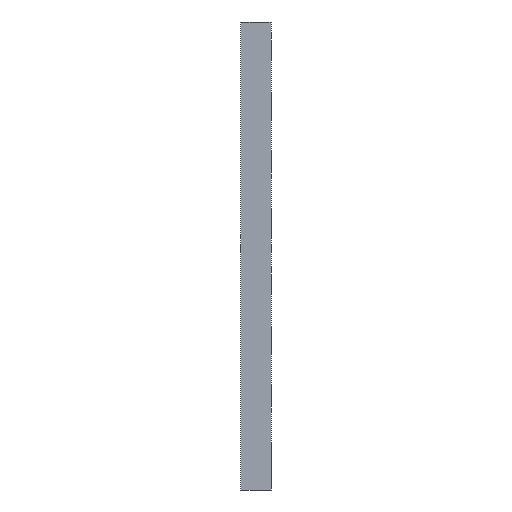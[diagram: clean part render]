
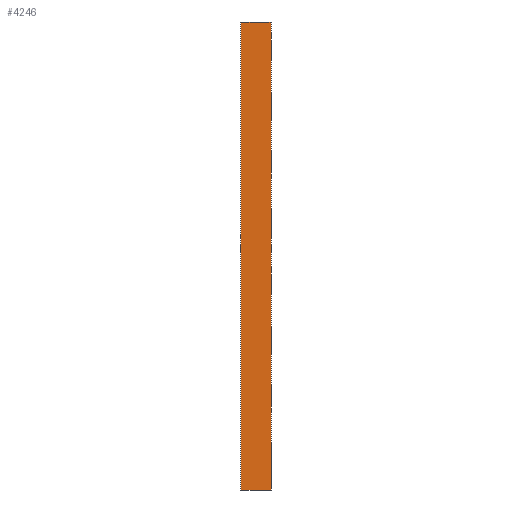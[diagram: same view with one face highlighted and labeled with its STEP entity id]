
A CAD part, left-side view. The second image highlights one B-rep face of the part: STEP entity #4246.
In plain terms, the highlighted planar face has unit normal (-1, 0, 0).
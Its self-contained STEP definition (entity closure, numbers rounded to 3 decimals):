
#333=FACE_OUTER_BOUND('',#559,.T.);
#559=EDGE_LOOP('',(#3124,#3125,#3126,#3127,#3128,#3129));
#869=LINE('',#6530,#1301);
#878=LINE('',#6547,#1310);
#988=LINE('',#6958,#1420);
#989=LINE('',#6960,#1421);
#991=LINE('',#6964,#1423);
#993=LINE('',#6967,#1425);
#1301=VECTOR('',#5183,10.);
#1310=VECTOR('',#5196,10.);
#1420=VECTOR('',#5510,3.6);
#1421=VECTOR('',#5513,10.);
#1423=VECTOR('',#5517,10.);
#1425=VECTOR('',#5521,10.);
#1826=VERTEX_POINT('',#6527);
#1827=VERTEX_POINT('',#6529);
#1833=VERTEX_POINT('',#6545);
#2031=VERTEX_POINT('',#6954);
#2032=VERTEX_POINT('',#6956);
#2033=VERTEX_POINT('',#6963);
#2245=EDGE_CURVE('',#1827,#1826,#869,.T.);
#2254=EDGE_CURVE('',#1826,#1833,#878,.T.);
#2460=EDGE_CURVE('',#2032,#2031,#988,.T.);
#2461=EDGE_CURVE('',#1833,#2031,#989,.T.);
#2463=EDGE_CURVE('',#1827,#2033,#991,.T.);
#2465=EDGE_CURVE('',#2033,#2032,#993,.T.);
#3124=ORIENTED_EDGE('',*,*,#2461,.T.);
#3125=ORIENTED_EDGE('',*,*,#2460,.F.);
#3126=ORIENTED_EDGE('',*,*,#2465,.F.);
#3127=ORIENTED_EDGE('',*,*,#2463,.F.);
#3128=ORIENTED_EDGE('',*,*,#2245,.T.);
#3129=ORIENTED_EDGE('',*,*,#2254,.T.);
#3921=PLANE('',#4671);
#4246=ADVANCED_FACE('',(#333),#3921,.F.);
#4671=AXIS2_PLACEMENT_3D('',#6968,#5522,#5523);
#5183=DIRECTION('',(0.,-1.,0.));
#5196=DIRECTION('',(0.,0.,1.));
#5510=DIRECTION('',(0.,-1.,0.));
#5513=DIRECTION('',(0.,1.,0.));
#5517=DIRECTION('',(0.,1.,0.));
#5521=DIRECTION('',(0.,0.,1.));
#5522=DIRECTION('center_axis',(1.,0.,0.));
#5523=DIRECTION('ref_axis',(0.,0.,1.));
#6527=CARTESIAN_POINT('',(-60.,0.,-400.));
#6529=CARTESIAN_POINT('',(-60.,5.,-400.));
#6530=CARTESIAN_POINT('',(-60.,8.836,-400.));
#6545=CARTESIAN_POINT('',(-60.,0.,0.));
#6547=CARTESIAN_POINT('',(-60.,0.,-200.));
#6954=CARTESIAN_POINT('',(-60.,5.,0.));
#6956=CARTESIAN_POINT('',(-60.,26.,0.));
#6958=CARTESIAN_POINT('',(-60.,-6.31,0.));
#6960=CARTESIAN_POINT('',(-60.,8.836,0.));
#6963=CARTESIAN_POINT('',(-60.,26.,-400.));
#6964=CARTESIAN_POINT('',(-60.,5.,-400.));
#6967=CARTESIAN_POINT('',(-60.,26.,-400.));
#6968=CARTESIAN_POINT('Origin',(-60.,12.673,-200.));
